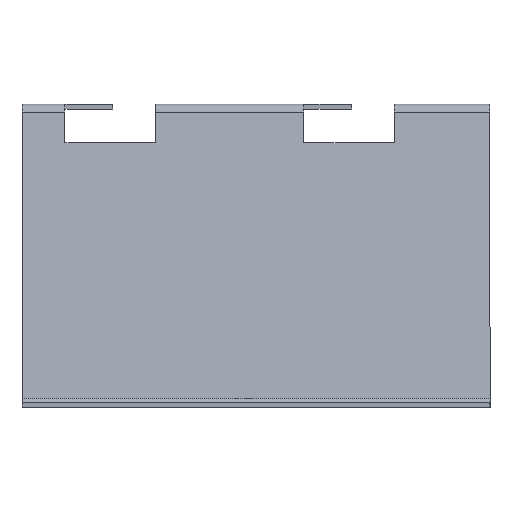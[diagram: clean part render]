
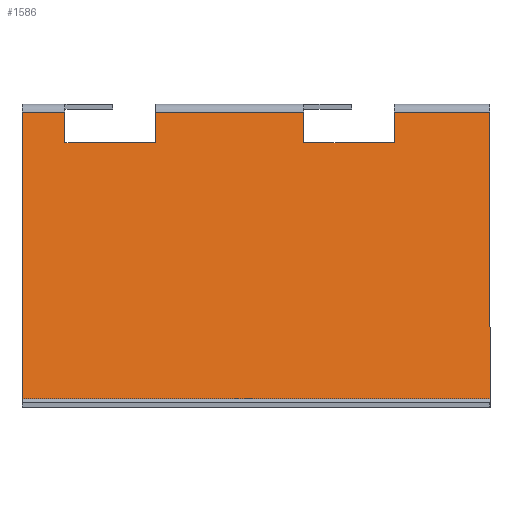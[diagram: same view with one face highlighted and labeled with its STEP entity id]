
A CAD part, top view. The second image highlights one B-rep face of the part: STEP entity #1586.
In plain terms, the highlighted planar face has unit normal (0, 0.166, 0.986).
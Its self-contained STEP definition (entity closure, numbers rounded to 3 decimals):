
#7 = VERTEX_POINT ( 'NONE', #1943 ) ;
#28 = CARTESIAN_POINT ( 'NONE',  ( 0., 55.428, 8.702 ) ) ;
#79 = CARTESIAN_POINT ( 'NONE',  ( 49., 62.666, 7.486 ) ) ;
#80 = DIRECTION ( 'NONE',  ( 0., 0.986, -0.166 ) ) ;
#107 = VECTOR ( 'NONE', #1598, 1000. ) ;
#151 = ORIENTED_EDGE ( 'NONE', *, *, #2508, .T. ) ;
#156 = VECTOR ( 'NONE', #1109, 1000. ) ;
#176 = VERTEX_POINT ( 'NONE', #486 ) ;
#241 = CARTESIAN_POINT ( 'NONE',  ( -21., 55.428, 8.702 ) ) ;
#273 = CARTESIAN_POINT ( 'NONE',  ( 29., 18.191, 14.958 ) ) ;
#285 = EDGE_CURVE ( 'NONE', #1755, #7, #2529, .T. ) ;
#297 = VECTOR ( 'NONE', #1998, 1000. ) ;
#338 = LINE ( 'NONE', #2678, #914 ) ;
#340 = VECTOR ( 'NONE', #2101, 1000. ) ;
#347 = VERTEX_POINT ( 'NONE', #1651 ) ;
#357 = CARTESIAN_POINT ( 'NONE',  ( 49., 62.666, 7.486 ) ) ;
#392 = VERTEX_POINT ( 'NONE', #2172 ) ;
#486 = CARTESIAN_POINT ( 'NONE',  ( 10., 55.428, 8.702 ) ) ;
#517 = EDGE_CURVE ( 'NONE', #176, #957, #982, .T. ) ;
#538 = CARTESIAN_POINT ( 'NONE',  ( -49., 61.831, 7.626 ) ) ;
#544 = FACE_OUTER_BOUND ( 'NONE', #1956, .T. ) ;
#558 = CARTESIAN_POINT ( 'NONE',  ( -21., 18.191, 14.958 ) ) ;
#580 = DIRECTION ( 'NONE',  ( -1., 0., 0. ) ) ;
#585 = EDGE_CURVE ( 'NONE', #2274, #7, #2641, .T. ) ;
#618 = VERTEX_POINT ( 'NONE', #1661 ) ;
#632 = CARTESIAN_POINT ( 'NONE',  ( -50., 55.428, 8.702 ) ) ;
#677 = DIRECTION ( 'NONE',  ( 0., -0.986, 0.166 ) ) ;
#682 = CARTESIAN_POINT ( 'NONE',  ( 49., 61.831, 7.626 ) ) ;
#686 = LINE ( 'NONE', #79, #1924 ) ;
#771 = EDGE_CURVE ( 'NONE', #347, #618, #2192, .T. ) ;
#803 = VERTEX_POINT ( 'NONE', #241 ) ;
#851 = CARTESIAN_POINT ( 'NONE',  ( 49., 1.834, 17.706 ) ) ;
#914 = VECTOR ( 'NONE', #1788, 1000. ) ;
#917 = CARTESIAN_POINT ( 'NONE',  ( 10., 18.191, 14.958 ) ) ;
#937 = ORIENTED_EDGE ( 'NONE', *, *, #961, .T. ) ;
#939 = LINE ( 'NONE', #558, #107 ) ;
#957 = VERTEX_POINT ( 'NONE', #1807 ) ;
#961 = EDGE_CURVE ( 'NONE', #1671, #2677, #338, .T. ) ;
#982 = LINE ( 'NONE', #917, #297 ) ;
#994 = ORIENTED_EDGE ( 'NONE', *, *, #2683, .F. ) ;
#998 = EDGE_CURVE ( 'NONE', #2677, #2274, #2476, .T. ) ;
#1003 = LINE ( 'NONE', #632, #340 ) ;
#1019 = CARTESIAN_POINT ( 'NONE',  ( 49., 1.834, 17.706 ) ) ;
#1065 = CARTESIAN_POINT ( 'NONE',  ( 49., 61.831, 7.626 ) ) ;
#1090 = AXIS2_PLACEMENT_3D ( 'NONE', #357, #2096, #1821 ) ;
#1109 = DIRECTION ( 'NONE',  ( -1., 0., 0. ) ) ;
#1112 = ORIENTED_EDGE ( 'NONE', *, *, #1400, .F. ) ;
#1276 = DIRECTION ( 'NONE',  ( -1., 0., 0. ) ) ;
#1286 = CARTESIAN_POINT ( 'NONE',  ( 29., 55.428, 8.702 ) ) ;
#1384 = CARTESIAN_POINT ( 'NONE',  ( 49., 61.831, 7.626 ) ) ;
#1393 = ORIENTED_EDGE ( 'NONE', *, *, #585, .T. ) ;
#1394 = DIRECTION ( 'NONE',  ( -1., 0., 0. ) ) ;
#1400 = EDGE_CURVE ( 'NONE', #347, #1755, #686, .T. ) ;
#1442 = CARTESIAN_POINT ( 'NONE',  ( -40., 55.428, 8.702 ) ) ;
#1512 = VECTOR ( 'NONE', #80, 1000. ) ;
#1586 = ADVANCED_FACE ( 'NONE', ( #544 ), #2294, .F. ) ;
#1598 = DIRECTION ( 'NONE',  ( 0., 0.986, -0.166 ) ) ;
#1646 = VECTOR ( 'NONE', #1394, 1000. ) ;
#1651 = CARTESIAN_POINT ( 'NONE',  ( 49., 61.831, 7.626 ) ) ;
#1661 = CARTESIAN_POINT ( 'NONE',  ( 29., 61.831, 7.626 ) ) ;
#1671 = VERTEX_POINT ( 'NONE', #1442 ) ;
#1755 = VERTEX_POINT ( 'NONE', #851 ) ;
#1788 = DIRECTION ( 'NONE',  ( 0., 0.986, -0.166 ) ) ;
#1807 = CARTESIAN_POINT ( 'NONE',  ( 10., 61.831, 7.626 ) ) ;
#1821 = DIRECTION ( 'NONE',  ( 0., 0.986, -0.166 ) ) ;
#1849 = EDGE_CURVE ( 'NONE', #957, #392, #2210, .T. ) ;
#1924 = VECTOR ( 'NONE', #2606, 1000. ) ;
#1936 = ORIENTED_EDGE ( 'NONE', *, *, #1952, .F. ) ;
#1943 = CARTESIAN_POINT ( 'NONE',  ( -49., 1.834, 17.706 ) ) ;
#1952 = EDGE_CURVE ( 'NONE', #803, #392, #939, .T. ) ;
#1956 = EDGE_LOOP ( 'NONE', ( #937, #2315, #1393, #2762, #1112, #2473, #994, #2596, #2148, #1965, #1936, #151 ) ) ;
#1965 = ORIENTED_EDGE ( 'NONE', *, *, #1849, .T. ) ;
#1998 = DIRECTION ( 'NONE',  ( 0., 0.986, -0.166 ) ) ;
#2031 = CARTESIAN_POINT ( 'NONE',  ( -40., 61.831, 7.626 ) ) ;
#2096 = DIRECTION ( 'NONE',  ( 0., -0.166, -0.986 ) ) ;
#2101 = DIRECTION ( 'NONE',  ( -1., 0., 0. ) ) ;
#2112 = VECTOR ( 'NONE', #1276, 1000. ) ;
#2148 = ORIENTED_EDGE ( 'NONE', *, *, #517, .T. ) ;
#2161 = VECTOR ( 'NONE', #580, 1000. ) ;
#2172 = CARTESIAN_POINT ( 'NONE',  ( -21., 61.831, 7.626 ) ) ;
#2192 = LINE ( 'NONE', #682, #2667 ) ;
#2204 = LINE ( 'NONE', #28, #2112 ) ;
#2210 = LINE ( 'NONE', #1065, #156 ) ;
#2215 = CARTESIAN_POINT ( 'NONE',  ( -49., 62.666, 7.486 ) ) ;
#2225 = EDGE_CURVE ( 'NONE', #2786, #176, #2204, .T. ) ;
#2227 = LINE ( 'NONE', #273, #1512 ) ;
#2274 = VERTEX_POINT ( 'NONE', #538 ) ;
#2294 = PLANE ( 'NONE',  #1090 ) ;
#2315 = ORIENTED_EDGE ( 'NONE', *, *, #998, .T. ) ;
#2345 = VECTOR ( 'NONE', #677, 1000. ) ;
#2473 = ORIENTED_EDGE ( 'NONE', *, *, #771, .T. ) ;
#2476 = LINE ( 'NONE', #1384, #1646 ) ;
#2508 = EDGE_CURVE ( 'NONE', #803, #1671, #1003, .T. ) ;
#2529 = LINE ( 'NONE', #1019, #2161 ) ;
#2589 = DIRECTION ( 'NONE',  ( -1., 0., 0. ) ) ;
#2596 = ORIENTED_EDGE ( 'NONE', *, *, #2225, .T. ) ;
#2606 = DIRECTION ( 'NONE',  ( 0., -0.986, 0.166 ) ) ;
#2641 = LINE ( 'NONE', #2215, #2345 ) ;
#2667 = VECTOR ( 'NONE', #2589, 1000. ) ;
#2677 = VERTEX_POINT ( 'NONE', #2031 ) ;
#2678 = CARTESIAN_POINT ( 'NONE',  ( -40., 18.191, 14.958 ) ) ;
#2683 = EDGE_CURVE ( 'NONE', #2786, #618, #2227, .T. ) ;
#2762 = ORIENTED_EDGE ( 'NONE', *, *, #285, .F. ) ;
#2786 = VERTEX_POINT ( 'NONE', #1286 ) ;
